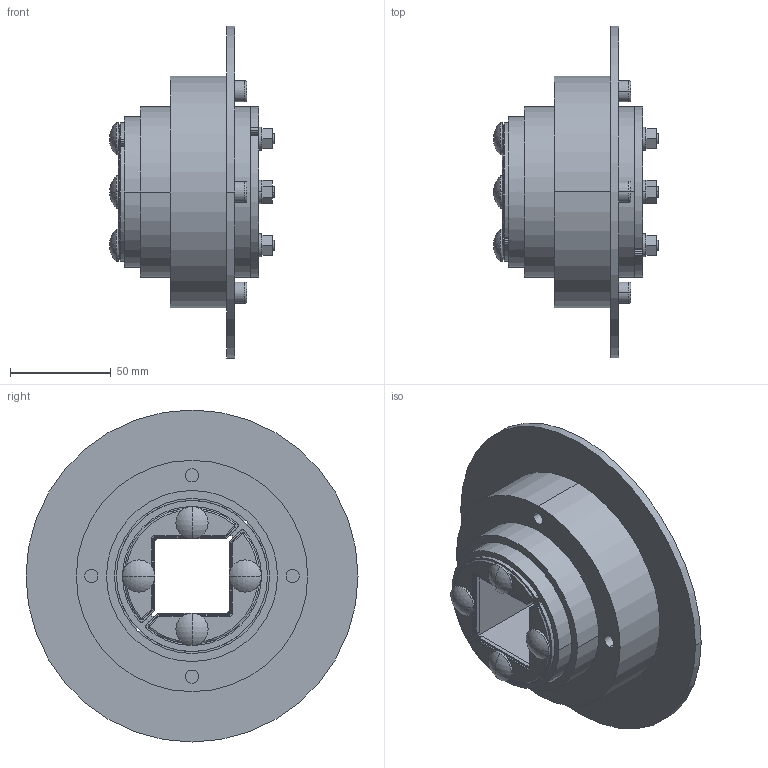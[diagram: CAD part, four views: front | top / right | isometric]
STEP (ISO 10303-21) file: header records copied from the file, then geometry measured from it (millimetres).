
FILE_DESCRIPTION((''),'2;1');
FILE_NAME('RX 75.stp','2004-01-13T13:36:23',('petor'),(''),'Autodesk Inventor 8','Autodesk Inventor 8','');
FILE_SCHEMA(('AUTOMOTIVE_DESIGN { 1 0 10303 214 1 1 1 1 }'));
Length unit declared in the file: millimetre
Products named in the file (3): Assembly6; SLX [Title [Summary]=SLFR-75][Comments [Summary]=Galvanized]; R 75
Assembly tree (2 placements, depth 2):
  Assembly6
    SLX [Title [Summary]=SLFR-75][Comments [Summary]=Galvanized]
    R 75
Bounding box: 81.97 x 165 x 165 mm (x, y, z)
Volume: 454389.2 mm3; surface area: 106778.3 mm2
Topology: 2 solids, 2 shells, 310 faces, 750 edges, 464 vertices
Faces by surface type: plane 148, cylinder 130, torus 14, bspline 10, sphere 8
Entity records: 9309 total; most frequent: DIRECTION 1748, CARTESIAN_POINT 1689, ORIENTED_EDGE 1500, EDGE_CURVE 750, AXIS2_PLACEMENT_3D 693, VERTEX_POINT 464, CIRCLE 388, VECTOR 362
